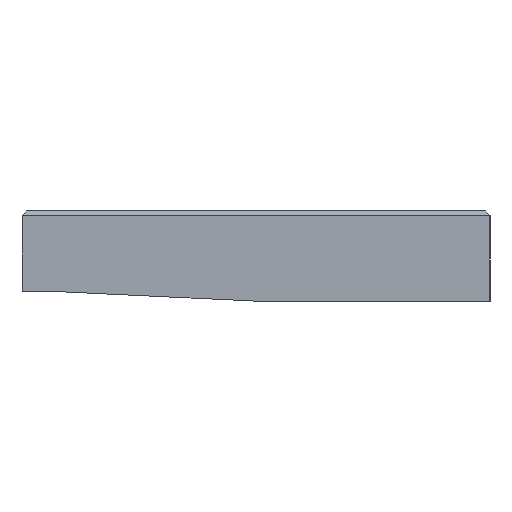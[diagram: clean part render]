
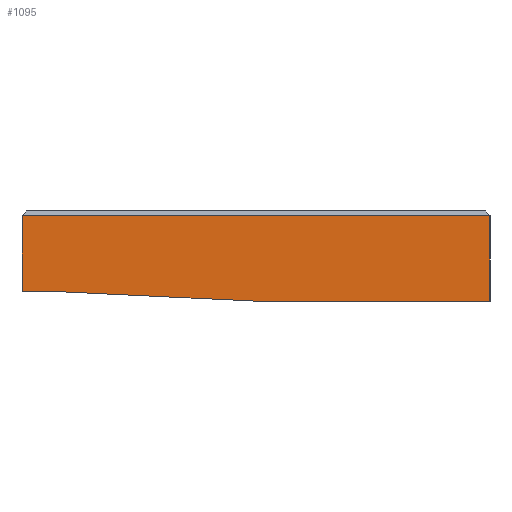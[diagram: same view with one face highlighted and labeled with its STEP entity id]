
A CAD part, left-side view. The second image highlights one B-rep face of the part: STEP entity #1095.
In plain terms, the highlighted planar face has unit normal (-1, 0, 0).
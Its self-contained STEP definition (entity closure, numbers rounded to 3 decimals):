
#100=FACE_OUTER_BOUND('',#164,.T.);
#164=EDGE_LOOP('',(#806,#807,#808,#809,#810,#811));
#222=LINE('',#1604,#340);
#235=LINE('',#1629,#353);
#267=LINE('',#1717,#385);
#268=LINE('',#1720,#386);
#269=LINE('',#1722,#387);
#270=LINE('',#1723,#388);
#340=VECTOR('',#1272,10.);
#353=VECTOR('',#1293,10.);
#385=VECTOR('',#1367,10.);
#386=VECTOR('',#1370,10.);
#387=VECTOR('',#1371,10.);
#388=VECTOR('',#1372,10.);
#456=VERTEX_POINT('',#1597);
#458=VERTEX_POINT('',#1603);
#466=VERTEX_POINT('',#1628);
#501=VERTEX_POINT('',#1715);
#502=VERTEX_POINT('',#1719);
#503=VERTEX_POINT('',#1721);
#562=EDGE_CURVE('',#458,#456,#222,.T.);
#575=EDGE_CURVE('',#466,#456,#235,.T.);
#619=EDGE_CURVE('',#458,#501,#267,.T.);
#620=EDGE_CURVE('',#501,#502,#268,.T.);
#621=EDGE_CURVE('',#502,#503,#269,.T.);
#622=EDGE_CURVE('',#503,#466,#270,.T.);
#806=ORIENTED_EDGE('',*,*,#562,.F.);
#807=ORIENTED_EDGE('',*,*,#619,.T.);
#808=ORIENTED_EDGE('',*,*,#620,.T.);
#809=ORIENTED_EDGE('',*,*,#621,.T.);
#810=ORIENTED_EDGE('',*,*,#622,.T.);
#811=ORIENTED_EDGE('',*,*,#575,.T.);
#1053=PLANE('',#1184);
#1095=ADVANCED_FACE('',(#100),#1053,.T.);
#1184=AXIS2_PLACEMENT_3D('',#1718,#1368,#1369);
#1272=DIRECTION('',(0.,-1.,0.));
#1293=DIRECTION('',(0.,0.,1.));
#1367=DIRECTION('',(0.,0.,-1.));
#1368=DIRECTION('center_axis',(-1.,0.,0.));
#1369=DIRECTION('ref_axis',(0.,-1.,0.));
#1370=DIRECTION('',(0.,-1.,0.));
#1371=DIRECTION('',(0.,-0.999,-0.048));
#1372=DIRECTION('',(0.,-1.,0.));
#1597=CARTESIAN_POINT('',(-16.95,-73.66,19.1));
#1603=CARTESIAN_POINT('',(-16.95,20.04,19.1));
#1604=CARTESIAN_POINT('',(-16.95,-3.76,19.1));
#1628=CARTESIAN_POINT('',(-16.95,-73.66,2.));
#1629=CARTESIAN_POINT('',(-16.95,-73.66,12.6));
#1715=CARTESIAN_POINT('',(-16.95,20.04,4.));
#1717=CARTESIAN_POINT('',(-16.95,20.04,12.6));
#1718=CARTESIAN_POINT('Origin',(-16.95,19.54,12.6));
#1719=CARTESIAN_POINT('',(-16.95,14.54,4.));
#1720=CARTESIAN_POINT('',(-16.95,19.54,4.));
#1721=CARTESIAN_POINT('',(-16.95,-27.06,2.));
#1722=CARTESIAN_POINT('',(-16.95,17.24,4.13));
#1723=CARTESIAN_POINT('',(-16.95,19.54,2.));
